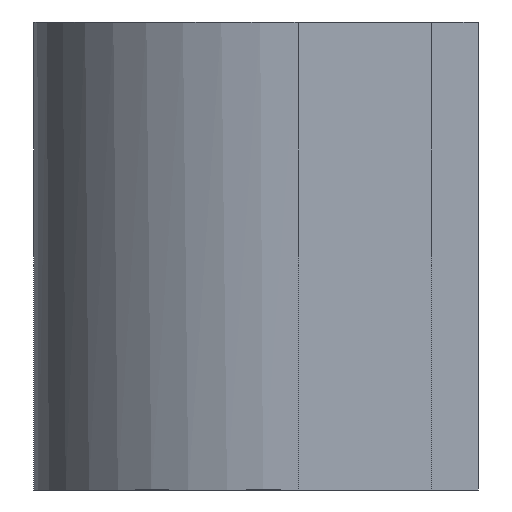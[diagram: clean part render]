
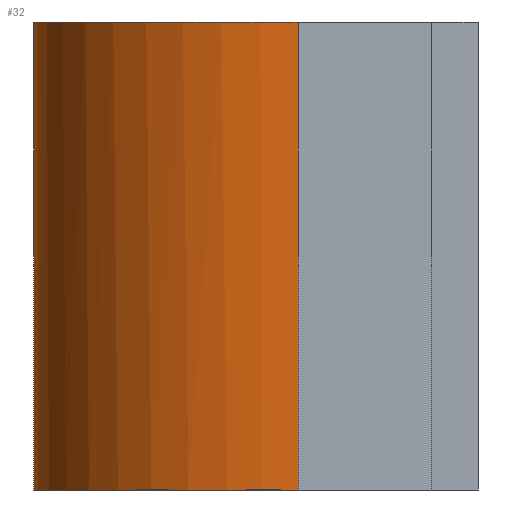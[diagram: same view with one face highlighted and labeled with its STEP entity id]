
A CAD part, left-side view. The second image highlights one B-rep face of the part: STEP entity #32.
In plain terms, the highlighted free-form (B-spline) face has degree [2, 1] with [9, 2] control points.
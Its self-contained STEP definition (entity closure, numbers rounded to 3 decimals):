
#32=ADVANCED_FACE('',(#50),#301,.T.);
#50=FACE_OUTER_BOUND('',#70,.T.);
#70=EDGE_LOOP('',(#157,#158,#159,#160));
#157=ORIENTED_EDGE('',*,*,#174,.T.);
#158=ORIENTED_EDGE('',*,*,#209,.T.);
#159=ORIENTED_EDGE('',*,*,#189,.F.);
#160=ORIENTED_EDGE('',*,*,#210,.T.);
#174=EDGE_CURVE('',#279,#280,#234,.T.);
#189=EDGE_CURVE('',#293,#294,#249,.T.);
#209=EDGE_CURVE('',#280,#294,#225,.T.);
#210=EDGE_CURVE('',#293,#279,#226,.T.);
#225=(
BOUNDED_CURVE()
B_SPLINE_CURVE(2,(#614,#615,#616,#617,#618),.UNSPECIFIED.,.F.,.F.)
B_SPLINE_CURVE_WITH_KNOTS((3,2,3),(-34.711,-17.356,
0.),.UNSPECIFIED.)
CURVE()
GEOMETRIC_REPRESENTATION_ITEM()
RATIONAL_B_SPLINE_CURVE((1.,0.719,1.,0.719,1.))
REPRESENTATION_ITEM('')
);
#226=(
BOUNDED_CURVE()
B_SPLINE_CURVE(2,(#619,#620,#621,#622,#623),.UNSPECIFIED.,.F.,.F.)
B_SPLINE_CURVE_WITH_KNOTS((3,2,3),(0.,17.356,34.711),
 .UNSPECIFIED.)
CURVE()
GEOMETRIC_REPRESENTATION_ITEM()
RATIONAL_B_SPLINE_CURVE((1.,0.719,1.,0.719,1.))
REPRESENTATION_ITEM('')
);
#234=B_SPLINE_CURVE_WITH_KNOTS('',1,(#534,#535),.UNSPECIFIED.,.F.,.F.,(2,
2),(0.,20.),.UNSPECIFIED.);
#249=B_SPLINE_CURVE_WITH_KNOTS('',1,(#566,#567),.UNSPECIFIED.,.F.,.F.,(2,
2),(0.,20.),.UNSPECIFIED.);
#279=VERTEX_POINT('',#504);
#280=VERTEX_POINT('',#505);
#293=VERTEX_POINT('',#518);
#294=VERTEX_POINT('',#519);
#301=(
BOUNDED_SURFACE()
B_SPLINE_SURFACE(2,1,((#453,#454),(#455,#456),(#457,#458),(#459,#460),(#461,
#462),(#463,#464),(#465,#466),(#467,#468),(#469,#470)),.UNSPECIFIED.,.T.,
 .F.,.F.)
B_SPLINE_SURFACE_WITH_KNOTS((3,2,2,2,3),(2,2),(0.,1.571,3.142,
4.712,6.283),(0.,24.002),.UNSPECIFIED.)
GEOMETRIC_REPRESENTATION_ITEM()
RATIONAL_B_SPLINE_SURFACE(((1.,1.),(0.707,0.707),
(1.,1.),(0.707,0.707),(1.,1.),(0.707,
0.707),(1.,1.),(0.707,0.707),(1.,1.)))
REPRESENTATION_ITEM('')
SURFACE()
);
#453=CARTESIAN_POINT('',(11.3,0.,-12.001));
#454=CARTESIAN_POINT('',(11.3,0.,12.001));
#455=CARTESIAN_POINT('',(11.3,11.3,-12.001));
#456=CARTESIAN_POINT('',(11.3,11.3,12.001));
#457=CARTESIAN_POINT('',(0.,11.3,-12.001));
#458=CARTESIAN_POINT('',(0.,11.3,12.001));
#459=CARTESIAN_POINT('',(-11.3,11.3,-12.001));
#460=CARTESIAN_POINT('',(-11.3,11.3,12.001));
#461=CARTESIAN_POINT('',(-11.3,0.,-12.001));
#462=CARTESIAN_POINT('',(-11.3,0.,12.001));
#463=CARTESIAN_POINT('',(-11.3,-11.3,-12.001));
#464=CARTESIAN_POINT('',(-11.3,-11.3,12.001));
#465=CARTESIAN_POINT('',(0.,-11.3,-12.001));
#466=CARTESIAN_POINT('',(0.,-11.3,12.001));
#467=CARTESIAN_POINT('',(11.3,-11.3,-12.001));
#468=CARTESIAN_POINT('',(11.3,-11.3,12.001));
#469=CARTESIAN_POINT('',(11.3,0.,-12.001));
#470=CARTESIAN_POINT('',(11.3,0.,12.001));
#504=CARTESIAN_POINT('',(-11.3,0.,-10.));
#505=CARTESIAN_POINT('',(-11.3,0.,10.));
#518=CARTESIAN_POINT('',(11.272,0.788,-10.));
#519=CARTESIAN_POINT('',(11.272,0.788,10.));
#534=CARTESIAN_POINT('',(-11.3,0.,-10.));
#535=CARTESIAN_POINT('',(-11.3,0.,10.));
#566=CARTESIAN_POINT('',(11.272,0.788,-10.));
#567=CARTESIAN_POINT('',(11.272,0.788,10.));
#614=CARTESIAN_POINT('',(-11.3,0.,10.));
#615=CARTESIAN_POINT('',(-11.3,10.912,10.));
#616=CARTESIAN_POINT('',(-0.394,11.293,10.));
#617=CARTESIAN_POINT('',(10.511,11.674,10.));
#618=CARTESIAN_POINT('',(11.272,0.788,10.));
#619=CARTESIAN_POINT('',(11.272,0.788,-10.));
#620=CARTESIAN_POINT('',(10.511,11.674,-10.));
#621=CARTESIAN_POINT('',(-0.394,11.293,-10.));
#622=CARTESIAN_POINT('',(-11.3,10.912,-10.));
#623=CARTESIAN_POINT('',(-11.3,0.,-10.));
